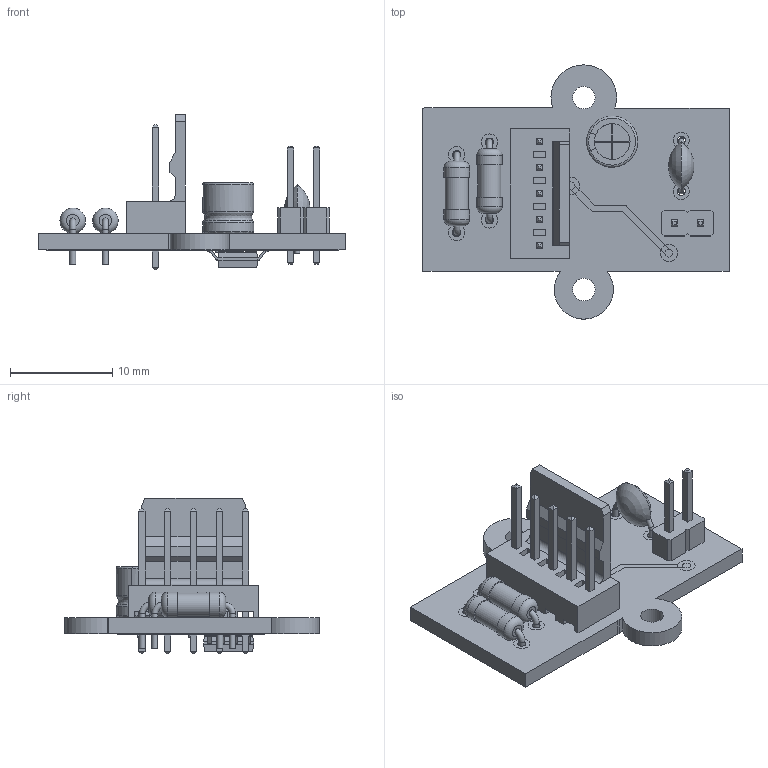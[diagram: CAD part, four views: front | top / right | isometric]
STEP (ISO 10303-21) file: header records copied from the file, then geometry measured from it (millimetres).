
FILE_DESCRIPTION(('FreeCAD Model'),'2;1');
FILE_NAME('AS5600-breakout_pretty_2.step', '2019-06-09T04:33:28',('Author'),(''), 'Open CASCADE STEP processor 7.3','FreeCAD','Unknown');
FILE_SCHEMA(('AUTOMOTIVE_DESIGN { 1 0 10303 214 1 1 1 1 }'));
Length unit declared in the file: millimetre
Products named in the file (16): AS5600-breakout; Board_Geoms; Pcb; Open CASCADE STEP translator 7.3 1.1.1.1; topTracks; botTracks; Step_Models; Top; J3_Molex_AE_6410_05A_5D041880; R2_R_Axial_DIN0207_L63mm_D25mm_P762mm_Horizontal_5D041BED; C2_CP_Radial_D50mm_P200mm_5D041A5B; C1_C_Disc_D47mm_W25mm_P500mm_5D04163E; J2_PinHeader_1x02_P254mm_Vertical_5D0417BB; R1_R_Axial_DIN0207_L63mm_D25mm_P762mm_Horizontal_5D041BD7; Bot; U1_AS5600-ASOM_5D1095D7
Assembly tree (15 placements, depth 4):
  AS5600-breakout
    Board_Geoms
      Pcb
        Open CASCADE STEP translator 7.3 1.1.1.1
      topTracks
      botTracks
    Step_Models
      Top
        J3_Molex_AE_6410_05A_5D041880
        R2_R_Axial_DIN0207_L63mm_D25mm_P762mm_Horizontal_5D041BED
        C2_CP_Radial_D50mm_P200mm_5D041A5B
        C1_C_Disc_D47mm_W25mm_P500mm_5D04163E
        J2_PinHeader_1x02_P254mm_Vertical_5D0417BB
        R1_R_Axial_DIN0207_L63mm_D25mm_P762mm_Horizontal_5D041BD7
      Bot
        U1_AS5600-ASOM_5D1095D7
Bounding box: 29.97 x 24.9 x 15.26 mm (x, y, z)
Volume: 1373.5 mm3; surface area: 2650.5 mm2
Topology: 16 solids, 77 shells, 501 faces, 2790 edges, 2406 vertices
Faces by surface type: plane 396, cylinder 80, torus 10, revolution 7, bspline 6, sphere 2
Full cylindrical faces by diameter (mm): 0.487 x1, 0.5 x6, 0.6 x4, 0.8 x8, 1 x2, 1.2 x5, 2.2 x2, 2.25 x2, 2.5 x4
Entity records: 32243 total; most frequent: CARTESIAN_POINT 7264, DIRECTION 3966, ORIENTED_EDGE 3840, EDGE_CURVE 2788, LINE 2567, VECTOR 2567, VERTEX_POINT 2406, AXIS2_PLACEMENT_3D 696
